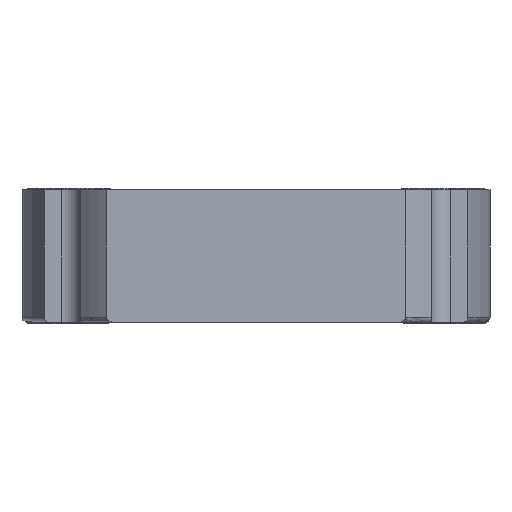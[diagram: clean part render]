
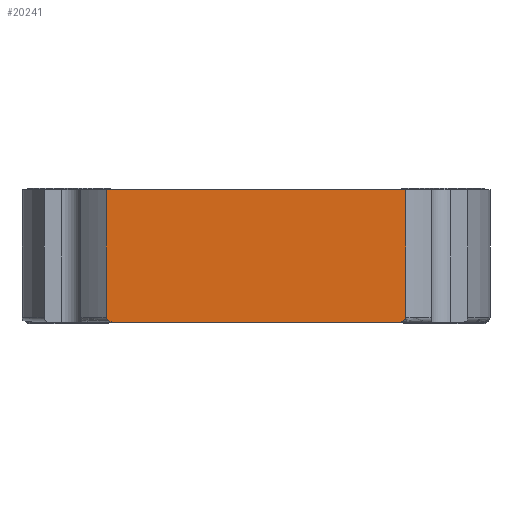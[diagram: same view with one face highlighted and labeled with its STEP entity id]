
A CAD part, front view. The second image highlights one B-rep face of the part: STEP entity #20241.
In plain terms, the highlighted planar face has unit normal (0, -1, 0).
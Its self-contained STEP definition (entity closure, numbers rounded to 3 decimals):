
#13796 = CARTESIAN_POINT ( 'NONE',  ( -15.217, -18.3, -8.4 ) ) ;
#13850 = LINE ( 'NONE', #13796, #13973 ) ;
#13973 = VECTOR ( 'NONE', #13981, 1000. ) ;
#13981 = DIRECTION ( 'NONE',  ( 1., 0., 0. ) ) ;
#14341 = CARTESIAN_POINT ( 'NONE',  ( -15.217, -18.3, 5.1 ) ) ;
#14411 = CARTESIAN_POINT ( 'NONE',  ( 15.217, -18.3, 5.1 ) ) ;
#14449 = DIRECTION ( 'NONE',  ( 1., 0., 0. ) ) ;
#14450 = VECTOR ( 'NONE', #14449, 1000. ) ;
#14451 = CARTESIAN_POINT ( 'NONE',  ( -15.217, -18.3, 5.1 ) ) ;
#14452 = LINE ( 'NONE', #14451, #14450 ) ;
#16094 = DIRECTION ( 'NONE',  ( 0., 0., -1. ) ) ;
#16095 = VECTOR ( 'NONE', #16094, 1000. ) ;
#16096 = CARTESIAN_POINT ( 'NONE',  ( 15.217, -18.3, 5.1 ) ) ;
#16097 = LINE ( 'NONE', #16096, #16095 ) ;
#16301 = B_SPLINE_CURVE_WITH_KNOTS ( 'NONE', 3,
 ( #16367, #16366, #16365, #16364, #16363, #16362, #16361, #16360 ),
 .UNSPECIFIED., .F., .F.,
 ( 4, 2, 2, 4 ),
 ( 0., 0., 0.001, 0.001 ),
 .UNSPECIFIED. ) ;
#16360 = CARTESIAN_POINT ( 'NONE',  ( -14.422, -18.3, -8.4 ) ) ;
#16361 = CARTESIAN_POINT ( 'NONE',  ( -14.595, -18.3, -8.4 ) ) ;
#16362 = CARTESIAN_POINT ( 'NONE',  ( -14.767, -18.3, -8.368 ) ) ;
#16363 = CARTESIAN_POINT ( 'NONE',  ( -14.997, -18.3, -8.253 ) ) ;
#16364 = CARTESIAN_POINT ( 'NONE',  ( -15.068, -18.3, -8.202 ) ) ;
#16365 = CARTESIAN_POINT ( 'NONE',  ( -15.18, -18.3, -8.069 ) ) ;
#16366 = CARTESIAN_POINT ( 'NONE',  ( -15.217, -18.3, -7.987 ) ) ;
#16367 = CARTESIAN_POINT ( 'NONE',  ( -15.217, -18.3, -7.9 ) ) ;
#19612 = DIRECTION ( 'NONE',  ( -1., 0., 0. ) ) ;
#19613 = DIRECTION ( 'NONE',  ( 0., 1., 0. ) ) ;
#19614 = CARTESIAN_POINT ( 'NONE',  ( -15.217, -18.3, 5.1 ) ) ;
#19615 = AXIS2_PLACEMENT_3D ( 'NONE', #19614, #19613, #19612 ) ;
#19616 = PLANE ( 'NONE',  #19615 ) ;
#19641 = CARTESIAN_POINT ( 'NONE',  ( 15.217, -18.3, -7.9 ) ) ;
#19642 = CARTESIAN_POINT ( 'NONE',  ( 15.217, -18.3, -7.987 ) ) ;
#19643 = CARTESIAN_POINT ( 'NONE',  ( 15.179, -18.3, -8.071 ) ) ;
#19644 = CARTESIAN_POINT ( 'NONE',  ( 15.068, -18.3, -8.202 ) ) ;
#19645 = CARTESIAN_POINT ( 'NONE',  ( 14.996, -18.3, -8.253 ) ) ;
#19646 = CARTESIAN_POINT ( 'NONE',  ( 14.843, -18.3, -8.33 ) ) ;
#19647 = CARTESIAN_POINT ( 'NONE',  ( 14.76, -18.3, -8.357 ) ) ;
#19648 = CARTESIAN_POINT ( 'NONE',  ( 14.593, -18.3, -8.392 ) ) ;
#19649 = CARTESIAN_POINT ( 'NONE',  ( 14.508, -18.3, -8.4 ) ) ;
#19650 = CARTESIAN_POINT ( 'NONE',  ( 14.422, -18.3, -8.4 ) ) ;
#19655 = CARTESIAN_POINT ( 'NONE',  ( 15.217, -18.3, -7.9 ) ) ;
#19656 = B_SPLINE_CURVE_WITH_KNOTS ( 'NONE', 3,
 ( #19650, #19649, #19648, #19647, #19646, #19645, #19644, #19643, #19642, #19641 ),
 .UNSPECIFIED., .F., .F.,
 ( 4, 2, 2, 2, 4 ),
 ( 0., 0., 0.001, 0.001, 0.001 ),
 .UNSPECIFIED. ) ;
#19690 = FACE_OUTER_BOUND ( 'NONE', #20242, .T. ) ;
#19695 = DIRECTION ( 'NONE',  ( 0., 0., -1. ) ) ;
#19696 = VECTOR ( 'NONE', #19695, 1000. ) ;
#19697 = CARTESIAN_POINT ( 'NONE',  ( -15.217, -18.3, 5.1 ) ) ;
#19698 = LINE ( 'NONE', #19697, #19696 ) ;
#19700 = CARTESIAN_POINT ( 'NONE',  ( -15.217, -18.3, -7.9 ) ) ;
#19859 = CARTESIAN_POINT ( 'NONE',  ( -14.422, -18.3, -8.4 ) ) ;
#19860 = CARTESIAN_POINT ( 'NONE',  ( 14.422, -18.3, -8.4 ) ) ;
#20237 = VERTEX_POINT ( 'NONE', #19700 ) ;
#20239 = EDGE_CURVE ( 'NONE', #21568, #20237, #19698, .T. ) ;
#20241 = ADVANCED_FACE ( 'NONE', ( #19690 ), #19616, .F. ) ;
#20242 = EDGE_LOOP ( 'NONE', ( #20390, #20407, #20251, #20415, #20416, #20417 ) ) ;
#20249 = EDGE_CURVE ( 'NONE', #21455, #20250, #19656, .T. ) ;
#20250 = VERTEX_POINT ( 'NONE', #19655 ) ;
#20251 = ORIENTED_EDGE ( 'NONE', *, *, #20389, .F. ) ;
#20389 = EDGE_CURVE ( 'NONE', #21571, #20250, #16097, .T. ) ;
#20390 = ORIENTED_EDGE ( 'NONE', *, *, #21576, .T. ) ;
#20407 = ORIENTED_EDGE ( 'NONE', *, *, #20249, .T. ) ;
#20415 = ORIENTED_EDGE ( 'NONE', *, *, #21570, .F. ) ;
#20416 = ORIENTED_EDGE ( 'NONE', *, *, #20239, .T. ) ;
#20417 = ORIENTED_EDGE ( 'NONE', *, *, #20418, .T. ) ;
#20418 = EDGE_CURVE ( 'NONE', #20237, #21456, #16301, .T. ) ;
#21455 = VERTEX_POINT ( 'NONE', #19860 ) ;
#21456 = VERTEX_POINT ( 'NONE', #19859 ) ;
#21568 = VERTEX_POINT ( 'NONE', #14341 ) ;
#21570 = EDGE_CURVE ( 'NONE', #21568, #21571, #14452, .T. ) ;
#21571 = VERTEX_POINT ( 'NONE', #14411 ) ;
#21576 = EDGE_CURVE ( 'NONE', #21456, #21455, #13850, .T. ) ;
